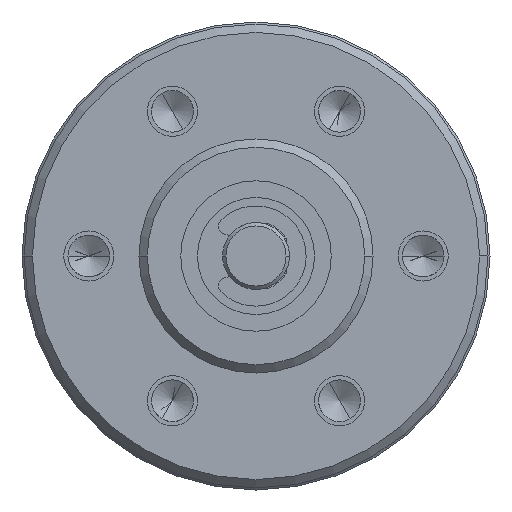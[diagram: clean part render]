
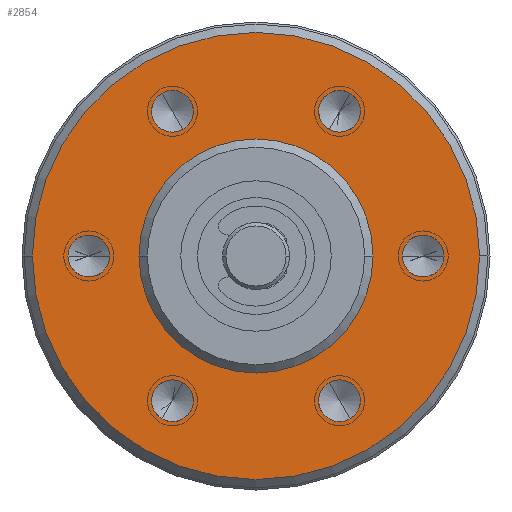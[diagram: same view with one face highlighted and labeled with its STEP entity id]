
A CAD part, left-side view. The second image highlights one B-rep face of the part: STEP entity #2854.
In plain terms, the highlighted planar face has unit normal (-1, 0, 0).
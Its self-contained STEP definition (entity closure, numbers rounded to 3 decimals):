
#724=CARTESIAN_POINT('',(-30.35,0.,0.));
#725=DIRECTION('',(1.,0.,0.));
#726=DIRECTION('',(0.,-1.,0.));
#727=AXIS2_PLACEMENT_3D('',#724,#725,#726);
#729=CARTESIAN_POINT('',(-30.35,0.,0.));
#730=DIRECTION('',(1.,0.,0.));
#731=DIRECTION('',(0.,0.,-1.));
#732=AXIS2_PLACEMENT_3D('',#729,#730,#731);
#734=CARTESIAN_POINT('',(-30.35,0.,0.));
#735=DIRECTION('',(1.,0.,0.));
#736=DIRECTION('',(0.,1.,0.));
#737=AXIS2_PLACEMENT_3D('',#734,#735,#736);
#739=CARTESIAN_POINT('',(-30.35,0.,0.));
#740=DIRECTION('',(-1.,0.,0.));
#741=DIRECTION('',(0.,1.,0.));
#742=AXIS2_PLACEMENT_3D('',#739,#740,#741);
#744=CARTESIAN_POINT('',(-30.35,0.,0.));
#745=DIRECTION('',(-1.,0.,0.));
#746=DIRECTION('',(0.,-1.,0.));
#747=AXIS2_PLACEMENT_3D('',#744,#745,#746);
#749=CARTESIAN_POINT('',(-30.35,-10.,0.));
#750=DIRECTION('',(-1.,0.,0.));
#751=DIRECTION('',(0.,1.,0.));
#752=AXIS2_PLACEMENT_3D('',#749,#750,#751);
#754=CARTESIAN_POINT('',(-30.35,-10.,0.));
#755=DIRECTION('',(-1.,0.,0.));
#756=DIRECTION('',(0.,-1.,0.));
#757=AXIS2_PLACEMENT_3D('',#754,#755,#756);
#759=CARTESIAN_POINT('',(-30.35,-5.,8.66));
#760=DIRECTION('',(-1.,0.,0.));
#761=DIRECTION('',(0.,0.5,-0.866));
#762=AXIS2_PLACEMENT_3D('',#759,#760,#761);
#764=CARTESIAN_POINT('',(-30.35,-5.,8.66));
#765=DIRECTION('',(-1.,0.,0.));
#766=DIRECTION('',(0.,-0.5,0.866));
#767=AXIS2_PLACEMENT_3D('',#764,#765,#766);
#769=CARTESIAN_POINT('',(-30.35,5.,8.66));
#770=DIRECTION('',(-1.,0.,0.));
#771=DIRECTION('',(0.,-0.5,-0.866));
#772=AXIS2_PLACEMENT_3D('',#769,#770,#771);
#774=CARTESIAN_POINT('',(-30.35,5.,8.66));
#775=DIRECTION('',(-1.,0.,0.));
#776=DIRECTION('',(0.,0.5,0.866));
#777=AXIS2_PLACEMENT_3D('',#774,#775,#776);
#779=CARTESIAN_POINT('',(-30.35,10.,0.));
#780=DIRECTION('',(-1.,0.,0.));
#781=DIRECTION('',(0.,-1.,0.));
#782=AXIS2_PLACEMENT_3D('',#779,#780,#781);
#784=CARTESIAN_POINT('',(-30.35,10.,0.));
#785=DIRECTION('',(-1.,0.,0.));
#786=DIRECTION('',(0.,1.,0.));
#787=AXIS2_PLACEMENT_3D('',#784,#785,#786);
#789=CARTESIAN_POINT('',(-30.35,5.,-8.66));
#790=DIRECTION('',(-1.,0.,0.));
#791=DIRECTION('',(0.,-0.5,0.866));
#792=AXIS2_PLACEMENT_3D('',#789,#790,#791);
#794=CARTESIAN_POINT('',(-30.35,5.,-8.66));
#795=DIRECTION('',(-1.,0.,0.));
#796=DIRECTION('',(0.,0.5,-0.866));
#797=AXIS2_PLACEMENT_3D('',#794,#795,#796);
#799=CARTESIAN_POINT('',(-30.35,-5.,-8.66));
#800=DIRECTION('',(-1.,0.,0.));
#801=DIRECTION('',(0.,0.5,0.866));
#802=AXIS2_PLACEMENT_3D('',#799,#800,#801);
#804=CARTESIAN_POINT('',(-30.35,-5.,-8.66));
#805=DIRECTION('',(-1.,0.,0.));
#806=DIRECTION('',(0.,-0.5,-0.866));
#807=AXIS2_PLACEMENT_3D('',#804,#805,#806);
#1591=CARTESIAN_POINT('',(-30.35,-13.375,0.));
#1592=VERTEX_POINT('',#1591);
#1593=CARTESIAN_POINT('',(-30.35,0.,-13.375));
#1594=VERTEX_POINT('',#1593);
#1595=CARTESIAN_POINT('',(-30.35,13.375,0.));
#1596=VERTEX_POINT('',#1595);
#1597=CARTESIAN_POINT('',(-30.35,-8.75,0.));
#1598=CARTESIAN_POINT('',(-30.35,-11.25,0.));
#1599=VERTEX_POINT('',#1597);
#1600=VERTEX_POINT('',#1598);
#1601=CARTESIAN_POINT('',(-30.35,-4.375,7.578));
#1602=CARTESIAN_POINT('',(-30.35,-5.625,9.743));
#1603=VERTEX_POINT('',#1601);
#1604=VERTEX_POINT('',#1602);
#1605=CARTESIAN_POINT('',(-30.35,4.375,7.578));
#1606=CARTESIAN_POINT('',(-30.35,5.625,9.743));
#1607=VERTEX_POINT('',#1605);
#1608=VERTEX_POINT('',#1606);
#1609=CARTESIAN_POINT('',(-30.35,8.75,0.));
#1610=CARTESIAN_POINT('',(-30.35,11.25,0.));
#1611=VERTEX_POINT('',#1609);
#1612=VERTEX_POINT('',#1610);
#1613=CARTESIAN_POINT('',(-30.35,4.375,-7.578));
#1614=CARTESIAN_POINT('',(-30.35,5.625,-9.743));
#1615=VERTEX_POINT('',#1613);
#1616=VERTEX_POINT('',#1614);
#1617=CARTESIAN_POINT('',(-30.35,-4.375,-7.578));
#1618=CARTESIAN_POINT('',(-30.35,-5.625,-9.743));
#1619=VERTEX_POINT('',#1617);
#1620=VERTEX_POINT('',#1618);
#1627=CARTESIAN_POINT('',(-30.35,7.,0.));
#1628=CARTESIAN_POINT('',(-30.35,-7.,0.));
#1629=VERTEX_POINT('',#1627);
#1630=VERTEX_POINT('',#1628);
#2800=CARTESIAN_POINT('',(-30.35,0.,0.006));
#2801=DIRECTION('',(1.,0.,0.));
#2802=DIRECTION('',(0.,1.,0.));
#2803=AXIS2_PLACEMENT_3D('',#2800,#2801,#2802);
#2804=PLANE('',#2803);
#2806=ORIENTED_EDGE('',*,*,#2805,.T.);
#2808=ORIENTED_EDGE('',*,*,#2807,.T.);
#2809=ORIENTED_EDGE('',*,*,#2790,.T.);
#2810=EDGE_LOOP('',(#2806,#2808,#2809));
#2811=FACE_OUTER_BOUND('',#2810,.F.);
#2813=ORIENTED_EDGE('',*,*,#2812,.T.);
#2815=ORIENTED_EDGE('',*,*,#2814,.T.);
#2816=EDGE_LOOP('',(#2813,#2815));
#2817=FACE_BOUND('',#2816,.F.);
#2819=ORIENTED_EDGE('',*,*,#2818,.T.);
#2821=ORIENTED_EDGE('',*,*,#2820,.T.);
#2822=EDGE_LOOP('',(#2819,#2821));
#2823=FACE_BOUND('',#2822,.F.);
#2825=ORIENTED_EDGE('',*,*,#2824,.T.);
#2827=ORIENTED_EDGE('',*,*,#2826,.T.);
#2828=EDGE_LOOP('',(#2825,#2827));
#2829=FACE_BOUND('',#2828,.F.);
#2831=ORIENTED_EDGE('',*,*,#2830,.T.);
#2833=ORIENTED_EDGE('',*,*,#2832,.T.);
#2834=EDGE_LOOP('',(#2831,#2833));
#2835=FACE_BOUND('',#2834,.F.);
#2837=ORIENTED_EDGE('',*,*,#2836,.T.);
#2839=ORIENTED_EDGE('',*,*,#2838,.T.);
#2840=EDGE_LOOP('',(#2837,#2839));
#2841=FACE_BOUND('',#2840,.F.);
#2843=ORIENTED_EDGE('',*,*,#2842,.T.);
#2845=ORIENTED_EDGE('',*,*,#2844,.T.);
#2846=EDGE_LOOP('',(#2843,#2845));
#2847=FACE_BOUND('',#2846,.F.);
#2849=ORIENTED_EDGE('',*,*,#2848,.T.);
#2851=ORIENTED_EDGE('',*,*,#2850,.T.);
#2852=EDGE_LOOP('',(#2849,#2851));
#2853=FACE_BOUND('',#2852,.F.);
#2854=ADVANCED_FACE('',(#2811,#2817,#2823,#2829,#2835,#2841,#2847,#2853),#2804,
.F.);
#728=CIRCLE('',#727,13.375);
#733=CIRCLE('',#732,13.375);
#738=CIRCLE('',#737,13.375);
#743=CIRCLE('',#742,7.);
#748=CIRCLE('',#747,7.);
#753=CIRCLE('',#752,1.25);
#758=CIRCLE('',#757,1.25);
#763=CIRCLE('',#762,1.25);
#768=CIRCLE('',#767,1.25);
#773=CIRCLE('',#772,1.25);
#778=CIRCLE('',#777,1.25);
#783=CIRCLE('',#782,1.25);
#788=CIRCLE('',#787,1.25);
#793=CIRCLE('',#792,1.25);
#798=CIRCLE('',#797,1.25);
#803=CIRCLE('',#802,1.25);
#808=CIRCLE('',#807,1.25);
#2790=EDGE_CURVE('',#1596,#1592,#738,.T.);
#2805=EDGE_CURVE('',#1592,#1594,#728,.T.);
#2807=EDGE_CURVE('',#1594,#1596,#733,.T.);
#2812=EDGE_CURVE('',#1629,#1630,#743,.T.);
#2814=EDGE_CURVE('',#1630,#1629,#748,.T.);
#2818=EDGE_CURVE('',#1599,#1600,#753,.T.);
#2820=EDGE_CURVE('',#1600,#1599,#758,.T.);
#2824=EDGE_CURVE('',#1603,#1604,#763,.T.);
#2826=EDGE_CURVE('',#1604,#1603,#768,.T.);
#2830=EDGE_CURVE('',#1607,#1608,#773,.T.);
#2832=EDGE_CURVE('',#1608,#1607,#778,.T.);
#2836=EDGE_CURVE('',#1611,#1612,#783,.T.);
#2838=EDGE_CURVE('',#1612,#1611,#788,.T.);
#2842=EDGE_CURVE('',#1615,#1616,#793,.T.);
#2844=EDGE_CURVE('',#1616,#1615,#798,.T.);
#2848=EDGE_CURVE('',#1619,#1620,#803,.T.);
#2850=EDGE_CURVE('',#1620,#1619,#808,.T.);
